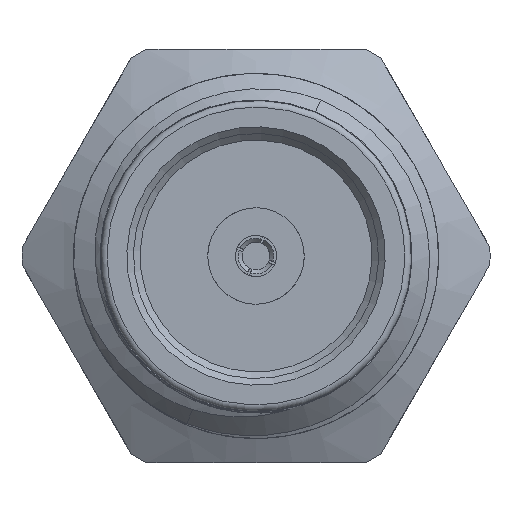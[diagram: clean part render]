
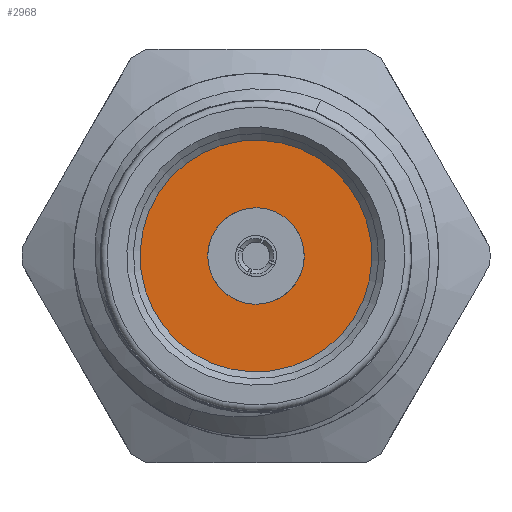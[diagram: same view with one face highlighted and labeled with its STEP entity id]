
A CAD part, left-side view. The second image highlights one B-rep face of the part: STEP entity #2968.
In plain terms, the highlighted planar face has unit normal (-1, 0, 0).
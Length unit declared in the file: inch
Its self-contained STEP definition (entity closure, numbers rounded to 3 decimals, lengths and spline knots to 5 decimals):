
#104 = DIRECTION ( 'NONE',  ( 0., -0.382, 0.924 ) ) ;
#430 = EDGE_CURVE ( 'NONE', #1641, #1641, #1844, .T. ) ;
#475 = CARTESIAN_POINT ( 'NONE',  ( 0.12008, 0., 0. ) ) ;
#711 = ORIENTED_EDGE ( 'NONE', *, *, #1602, .T. ) ;
#1257 = CARTESIAN_POINT ( 'NONE',  ( 0.12008, -0.03341, 0.08087 ) ) ;
#1602 = EDGE_CURVE ( 'NONE', #4277, #4277, #2398, .T. ) ;
#1641 = VERTEX_POINT ( 'NONE', #3444 ) ;
#1844 = CIRCLE ( 'NONE', #2669, 0.03642 ) ;
#1850 = DIRECTION ( 'NONE',  ( 0., -0.382, 0.924 ) ) ;
#1862 = EDGE_LOOP ( 'NONE', ( #1900 ) ) ;
#1871 = FACE_OUTER_BOUND ( 'NONE', #4416, .T. ) ;
#1900 = ORIENTED_EDGE ( 'NONE', *, *, #430, .F. ) ;
#2337 = DIRECTION ( 'NONE',  ( -1., 0., 0. ) ) ;
#2398 = CIRCLE ( 'NONE', #3782, 0.0875 ) ;
#2669 = AXIS2_PLACEMENT_3D ( 'NONE', #5309, #2337, #1850 ) ;
#2702 = PLANE ( 'NONE',  #4603 ) ;
#2968 = ADVANCED_FACE ( 'NONE', ( #1871, #4872 ), #2702, .T. ) ;
#3184 = DIRECTION ( 'NONE',  ( -1., 0., 0. ) ) ;
#3191 = CARTESIAN_POINT ( 'NONE',  ( 0.12008, 0., 0. ) ) ;
#3444 = CARTESIAN_POINT ( 'NONE',  ( 0.12008, -0.01391, 0.03366 ) ) ;
#3782 = AXIS2_PLACEMENT_3D ( 'NONE', #475, #3184, #104 ) ;
#4084 = DIRECTION ( 'NONE',  ( 0., -0.382, 0.924 ) ) ;
#4277 = VERTEX_POINT ( 'NONE', #1257 ) ;
#4416 = EDGE_LOOP ( 'NONE', ( #711 ) ) ;
#4561 = DIRECTION ( 'NONE',  ( -1., 0., 0. ) ) ;
#4603 = AXIS2_PLACEMENT_3D ( 'NONE', #3191, #4561, #4084 ) ;
#4872 = FACE_BOUND ( 'NONE', #1862, .T. ) ;
#5309 = CARTESIAN_POINT ( 'NONE',  ( 0.12008, 0., 0. ) ) ;
